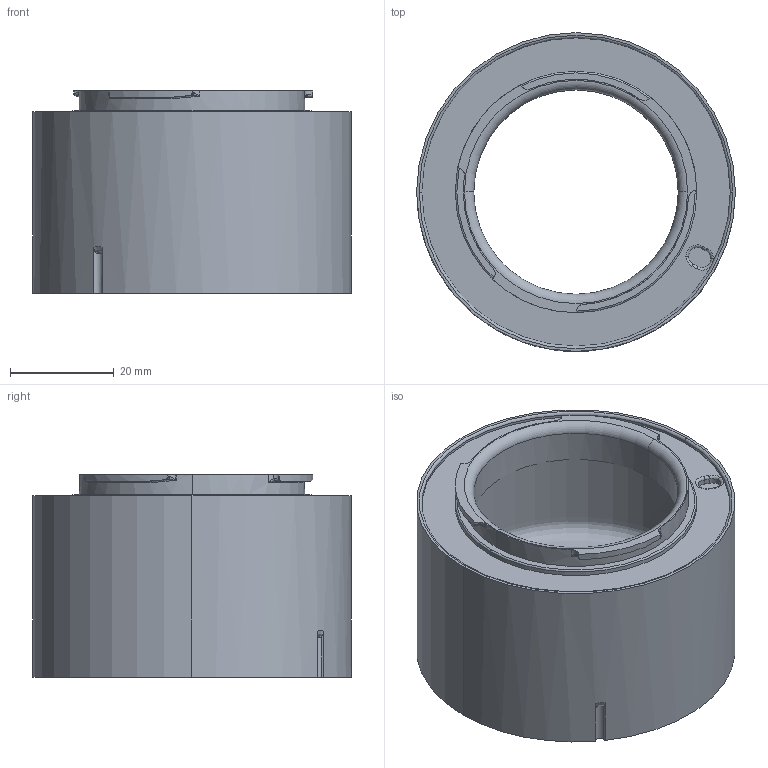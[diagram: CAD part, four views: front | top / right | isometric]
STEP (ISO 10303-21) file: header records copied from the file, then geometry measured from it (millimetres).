
FILE_DESCRIPTION(('STEP AP214'),'1');
FILE_NAME('Sony NEX extension tube.stp','2015-02-26T12:41:26',(''),(''),'Spatial InterOp 3D',' ',' ');
FILE_SCHEMA(('automotive_design'));
Length unit declared in the file: inch
Products named in the file (1): Part_49744
Bounding box: 61.4 x 61.4 x 39.01 mm (x, y, z)
Volume: 32053.8 mm3; surface area: 19310.3 mm2
Topology: 1 solids, 1 shells, 130 faces, 329 edges, 198 vertices
Faces by surface type: cylinder 54, plane 33, torus 24, bspline 17, revolution 2
Entity records: 7279 total; most frequent: CARTESIAN_POINT 1709, DIRECTION 646, ORIENTED_EDGE 642, STYLED_ITEM 428, PRESENTATION_STYLE_ASSIGNMENT 428, COLOUR_RGB 428, EDGE_CURVE 321, CURVE_STYLE 297
